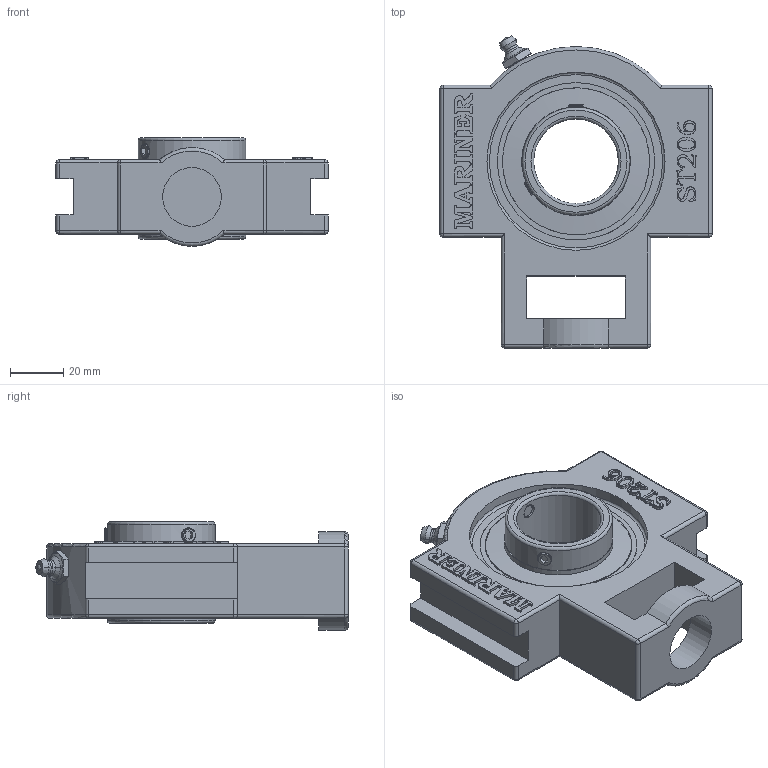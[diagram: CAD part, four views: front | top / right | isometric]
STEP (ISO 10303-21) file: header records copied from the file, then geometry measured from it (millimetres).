
FILE_DESCRIPTION(('HOOPS Exchange Step'),'2;1');
FILE_NAME('export-256980C3-621D-4FE6-95D3-25504E3797CA.stp','2019-12-18T08:28:09-08:00',('ibuslach'),('Alibre'),'HOOPS Exchange 2019.2','Alibre','Unknown authorisation');
FILE_SCHEMA( ('AP242_MANAGED_MODEL_BASED_3D_ENGINEERING_MIM_LF {1 0 10303 442 1 1 4 }') );
Length unit declared in the file: centimetre
Products named in the file (7): SUC 206-20 RACES; SUC 206 SHIELD; SUC 206 SS; MRN SUC 206-20; ZERK 6mm; MRN ST 206; MRN SUCT 206-20
Assembly tree (8 placements, depth 3):
  MRN SUCT 206-20
    MRN SUC 206-20
      SUC 206-20 RACES
      SUC 206 SHIELD  x2
      SUC 206 SS  x2
    ZERK 6mm
    MRN ST 206
Bounding box: 102 x 117.01 x 40.7 mm (x, y, z)
Volume: 157696.6 mm3; surface area: 56194.6 mm2
Topology: 8 solids, 8 shells, 659 faces, 1828 edges, 1186 vertices
Faces by surface type: plane 258, extrusion 247, cylinder 80, cone 28, sphere 21, torus 17, bspline 8
Full cylindrical faces by diameter (mm): 2.005 x2, 5.359 x12, 6 x2, 22 x1, 31.75 x1, 40.259 x1, 40.284 x2, 40.792 x2, 55.093 x1, 55.118 x2, 66.752 x2
Entity records: 26360 total; most frequent: CARTESIAN_POINT 11023, ORIENTED_EDGE 3484, DIRECTION 2409, EDGE_CURVE 1742, VECTOR 1201, VERTEX_POINT 1140, LINE 954, B_SPLINE_CURVE_WITH_KNOTS 809
